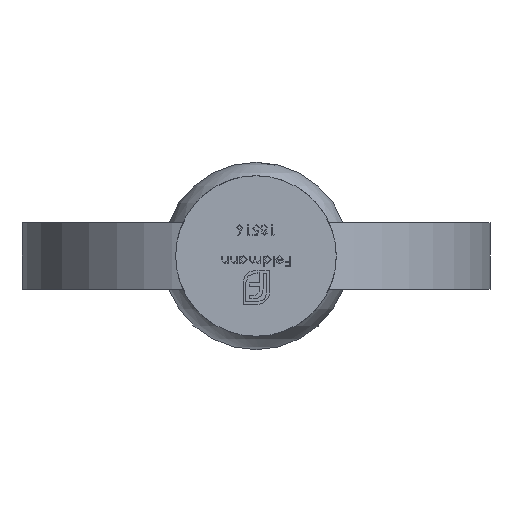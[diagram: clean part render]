
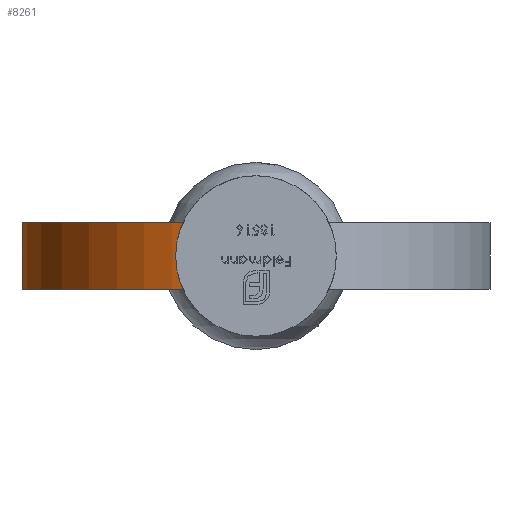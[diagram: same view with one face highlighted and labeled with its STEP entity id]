
A CAD part, front view. The second image highlights one B-rep face of the part: STEP entity #8261.
In plain terms, the highlighted free-form (B-spline) face has degree [3, 1] with [4, 2] control points.
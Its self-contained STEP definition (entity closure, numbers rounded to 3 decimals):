
#332 = CARTESIAN_POINT ( 'NONE',  ( -3., 0.135, 2. ) ) ;
#593 = EDGE_CURVE ( 'NONE', #13305, #3213, #3819, .T. ) ;
#948 = CARTESIAN_POINT ( 'NONE',  ( -22.808, 18.311, 2.5 ) ) ;
#990 = CARTESIAN_POINT ( 'NONE',  ( -22.732, 18.437, 2.5 ) ) ;
#1403 = FACE_OUTER_BOUND ( 'NONE', #10092, .T. ) ;
#1441 = CARTESIAN_POINT ( 'NONE',  ( -3., 0.135, 2.133 ) ) ;
#1503 = VERTEX_POINT ( 'NONE', #8276 ) ;
#1540 = ORIENTED_EDGE ( 'NONE', *, *, #2006, .T. ) ;
#2006 = EDGE_CURVE ( 'NONE', #3213, #1503, #12504, .T. ) ;
#2059 = CARTESIAN_POINT ( 'NONE',  ( -2.631, 0.063, -2.5 ) ) ;
#2472 = CARTESIAN_POINT ( 'NONE',  ( -16.969, 2.516, -2.5 ) ) ;
#2569 = VECTOR ( 'NONE', #6766, 1000. ) ;
#2581 = CARTESIAN_POINT ( 'NONE',  ( -2.945, 0.124, 2.263 ) ) ;
#3044 = CARTESIAN_POINT ( 'NONE',  ( -2.5, 0.041, -2.5 ) ) ;
#3062 = CARTESIAN_POINT ( 'NONE',  ( -14.272, 32.565, 2.5 ) ) ;
#3063 = CARTESIAN_POINT ( 'NONE',  ( -3., 0.135, -2. ) ) ;
#3213 = VERTEX_POINT ( 'NONE', #9279 ) ;
#3308 = CARTESIAN_POINT ( 'NONE',  ( -14.272, 32.565, 2.5 ) ) ;
#3354 = CARTESIAN_POINT ( 'NONE',  ( -22.808, 18.311, -2.5 ) ) ;
#3411 = LINE ( 'NONE', #6724, #2569 ) ;
#3504 =( BOUNDED_SURFACE ( )  B_SPLINE_SURFACE ( 3, 1, ( 
 ( #3308, #6440 ),
 ( #948, #3354 ),
 ( #13007, #8613 ),
 ( #6583, #12959 ) ),
 .UNSPECIFIED., .F., .F., .T. ) 
 B_SPLINE_SURFACE_WITH_KNOTS ( ( 4, 4 ),
 ( 2, 2 ),
 ( 0., 1. ),
 ( 0., 1. ),
 .UNSPECIFIED. ) 
 GEOMETRIC_REPRESENTATION_ITEM ( )  RATIONAL_B_SPLINE_SURFACE ( (
 ( 1., 1.),
 ( 0.677, 0.677),
 ( 0.677, 0.677),
 ( 1., 1.) ) ) 
 REPRESENTATION_ITEM ( '' )  SURFACE ( )  );
#3819 = B_SPLINE_CURVE_WITH_KNOTS ( 'NONE', 3,
 ( #6259, #2059, #9667, #13932, #7514, #3063 ),
 .UNSPECIFIED., .F., .F.,
 ( 4, 2, 4 ),
 ( 0., 0., 0.001 ),
 .UNSPECIFIED. ) ;
#4148 = CARTESIAN_POINT ( 'NONE',  ( -2.5, 0.041, 2.5 ) ) ;
#4612 = CARTESIAN_POINT ( 'NONE',  ( -2.5, 0.041, 2.5 ) ) ;
#4705 = CARTESIAN_POINT ( 'NONE',  ( -2.76, 0.087, 2.447 ) ) ;
#4908 = CARTESIAN_POINT ( 'NONE',  ( -14.272, 32.565, 2.5 ) ) ;
#5010 = CARTESIAN_POINT ( 'NONE',  ( -14.272, 32.565, -2.5 ) ) ;
#5114 = EDGE_CURVE ( 'NONE', #1503, #8320, #6033, .T. ) ;
#5420 =( BOUNDED_CURVE ( )  B_SPLINE_CURVE ( 3, ( #5653, #10183, #2472, #9179 ),
 .UNSPECIFIED., .F., .T. ) 
 B_SPLINE_CURVE_WITH_KNOTS ( ( 4, 4 ),
 ( 0.954, 2.998 ),
 .UNSPECIFIED. ) 
 CURVE ( )  GEOMETRIC_REPRESENTATION_ITEM ( )  RATIONAL_B_SPLINE_CURVE ( ( 1., 0.681, 0.681, 1. ) ) 
 REPRESENTATION_ITEM ( '' )  );
#5487 = CARTESIAN_POINT ( 'NONE',  ( -2.5, 0.041, 2.5 ) ) ;
#5532 = EDGE_CURVE ( 'NONE', #14157, #13305, #5420, .T. ) ;
#5653 = CARTESIAN_POINT ( 'NONE',  ( -14.272, 32.565, -2.5 ) ) ;
#5935 = DIRECTION ( 'NONE',  ( 0., 0., 1. ) ) ;
#5950 = VERTEX_POINT ( 'NONE', #4908 ) ;
#6033 = B_SPLINE_CURVE_WITH_KNOTS ( 'NONE', 3,
 ( #332, #1441, #2581, #4705, #6814, #4612 ),
 .UNSPECIFIED., .F., .F.,
 ( 4, 2, 4 ),
 ( 0., 0., 0.001 ),
 .UNSPECIFIED. ) ;
#6259 = CARTESIAN_POINT ( 'NONE',  ( -2.5, 0.041, -2.5 ) ) ;
#6440 = CARTESIAN_POINT ( 'NONE',  ( -14.272, 32.565, -2.5 ) ) ;
#6583 = CARTESIAN_POINT ( 'NONE',  ( -2.287, 0.006, 2.5 ) ) ;
#6724 = CARTESIAN_POINT ( 'NONE',  ( -14.272, 32.565, 2.5 ) ) ;
#6766 = DIRECTION ( 'NONE',  ( 0., 0., -1. ) ) ;
#6814 = CARTESIAN_POINT ( 'NONE',  ( -2.631, 0.063, 2.5 ) ) ;
#7514 = CARTESIAN_POINT ( 'NONE',  ( -3., 0.135, -2.133 ) ) ;
#7695 = ORIENTED_EDGE ( 'NONE', *, *, #5532, .T. ) ;
#8228 = VECTOR ( 'NONE', #5935, 1000. ) ;
#8261 = ADVANCED_FACE ( 'NONE', ( #1403 ), #3504, .F. ) ;
#8276 = CARTESIAN_POINT ( 'NONE',  ( -3., 0.135, 2. ) ) ;
#8320 = VERTEX_POINT ( 'NONE', #5487 ) ;
#8589 = ORIENTED_EDGE ( 'NONE', *, *, #5114, .T. ) ;
#8613 = CARTESIAN_POINT ( 'NONE',  ( -16.91, 2.291, -2.5 ) ) ;
#9179 = CARTESIAN_POINT ( 'NONE',  ( -2.5, 0.041, -2.5 ) ) ;
#9279 = CARTESIAN_POINT ( 'NONE',  ( -3., 0.135, -2. ) ) ;
#9667 = CARTESIAN_POINT ( 'NONE',  ( -2.759, 0.087, -2.447 ) ) ;
#9882 =( BOUNDED_CURVE ( )  B_SPLINE_CURVE ( 3, ( #3062, #990, #10682, #4148 ),
 .UNSPECIFIED., .F., .F. ) 
 B_SPLINE_CURVE_WITH_KNOTS ( ( 4, 4 ),
 ( 0.954, 2.998 ),
 .UNSPECIFIED. ) 
 CURVE ( )  GEOMETRIC_REPRESENTATION_ITEM ( )  RATIONAL_B_SPLINE_CURVE ( ( 1., 0.681, 0.681, 1. ) ) 
 REPRESENTATION_ITEM ( '' )  );
#10092 = EDGE_LOOP ( 'NONE', ( #7695, #10877, #1540, #8589, #13255, #13888 ) ) ;
#10183 = CARTESIAN_POINT ( 'NONE',  ( -22.732, 18.437, -2.5 ) ) ;
#10270 = CARTESIAN_POINT ( 'NONE',  ( -3., 0.135, 2.5 ) ) ;
#10682 = CARTESIAN_POINT ( 'NONE',  ( -16.969, 2.516, 2.5 ) ) ;
#10877 = ORIENTED_EDGE ( 'NONE', *, *, #593, .T. ) ;
#11403 = EDGE_CURVE ( 'NONE', #5950, #14157, #3411, .T. ) ;
#12335 = EDGE_CURVE ( 'NONE', #5950, #8320, #9882, .T. ) ;
#12504 = LINE ( 'NONE', #10270, #8228 ) ;
#12959 = CARTESIAN_POINT ( 'NONE',  ( -2.287, 0.006, -2.5 ) ) ;
#13007 = CARTESIAN_POINT ( 'NONE',  ( -16.91, 2.291, 2.5 ) ) ;
#13255 = ORIENTED_EDGE ( 'NONE', *, *, #12335, .F. ) ;
#13305 = VERTEX_POINT ( 'NONE', #3044 ) ;
#13888 = ORIENTED_EDGE ( 'NONE', *, *, #11403, .T. ) ;
#13932 = CARTESIAN_POINT ( 'NONE',  ( -2.945, 0.124, -2.263 ) ) ;
#14157 = VERTEX_POINT ( 'NONE', #5010 ) ;
